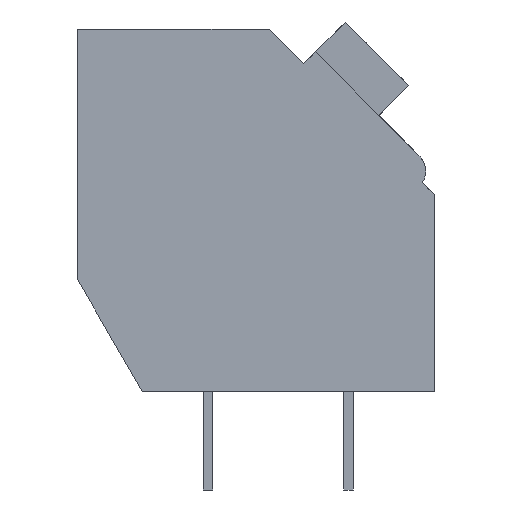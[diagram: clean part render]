
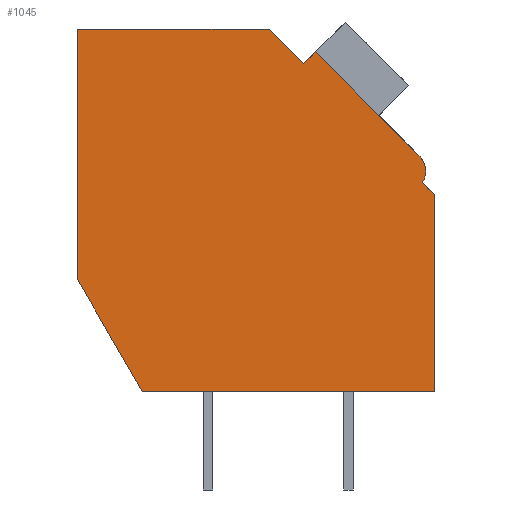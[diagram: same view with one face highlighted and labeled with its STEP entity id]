
A CAD part, left-side view. The second image highlights one B-rep face of the part: STEP entity #1045.
In plain terms, the highlighted planar face has unit normal (-1, 0, 0).
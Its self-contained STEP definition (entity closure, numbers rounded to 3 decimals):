
#977=AXIS2_PLACEMENT_3D('Plane Axis2P3D',#974,#975,#976) ;
#988=AXIS2_PLACEMENT_3D('Circle Axis2P3D',#986,#987,$) ;
#49=CARTESIAN_POINT('Vertex',(0.,0.,3.5)) ;
#52=CARTESIAN_POINT('Line Origine',(0.,5.199,3.5)) ;
#56=CARTESIAN_POINT('Vertex',(0.,10.399,3.5)) ;
#135=CARTESIAN_POINT('Vertex',(0.,0.,10.518)) ;
#140=CARTESIAN_POINT('Line Origine',(0.,0.,7.009)) ;
#974=CARTESIAN_POINT('Axis2P3D Location',(0.,12.7,0.)) ;
#979=CARTESIAN_POINT('Line Origine',(0.,0.212,10.731)) ;
#983=CARTESIAN_POINT('Vertex',(0.,0.424,10.943)) ;
#986=CARTESIAN_POINT('Axis2P3D Location',(0.,1.113,11.349)) ;
#990=CARTESIAN_POINT('Vertex',(0.,0.548,11.915)) ;
#993=CARTESIAN_POINT('Line Origine',(0.,2.391,13.758)) ;
#997=CARTESIAN_POINT('Vertex',(0.,4.234,15.601)) ;
#1000=CARTESIAN_POINT('Line Origine',(0.,4.446,15.389)) ;
#1004=CARTESIAN_POINT('Vertex',(0.,4.659,15.177)) ;
#1007=CARTESIAN_POINT('Line Origine',(0.,5.27,15.788)) ;
#1011=CARTESIAN_POINT('Vertex',(0.,5.882,16.4)) ;
#1014=CARTESIAN_POINT('Line Origine',(0.,9.291,16.4)) ;
#1018=CARTESIAN_POINT('Vertex',(0.,12.7,16.4)) ;
#1021=CARTESIAN_POINT('Line Origine',(0.,12.7,11.943)) ;
#1025=CARTESIAN_POINT('Vertex',(0.,12.7,7.485)) ;
#1028=CARTESIAN_POINT('Line Origine',(0.,11.55,5.493)) ;
#53=DIRECTION('Vector Direction',(0.,-1.,0.)) ;
#141=DIRECTION('Vector Direction',(0.,0.,1.)) ;
#975=DIRECTION('Axis2P3D Direction',(-1.,0.,0.)) ;
#976=DIRECTION('Axis2P3D XDirection',(0.,-1.,0.)) ;
#980=DIRECTION('Vector Direction',(0.,0.707,0.707)) ;
#987=DIRECTION('Axis2P3D Direction',(-1.,0.,0.)) ;
#994=DIRECTION('Vector Direction',(0.,-0.707,-0.707)) ;
#1001=DIRECTION('Vector Direction',(0.,-0.707,0.707)) ;
#1008=DIRECTION('Vector Direction',(0.,0.707,0.707)) ;
#1015=DIRECTION('Vector Direction',(0.,-1.,0.)) ;
#1022=DIRECTION('Vector Direction',(0.,0.,-1.)) ;
#1029=DIRECTION('Vector Direction',(0.,-0.5,-0.866)) ;
#54=VECTOR('Line Direction',#53,1.) ;
#142=VECTOR('Line Direction',#141,1.) ;
#981=VECTOR('Line Direction',#980,1.) ;
#995=VECTOR('Line Direction',#994,1.) ;
#1002=VECTOR('Line Direction',#1001,1.) ;
#1009=VECTOR('Line Direction',#1008,1.) ;
#1016=VECTOR('Line Direction',#1015,1.) ;
#1023=VECTOR('Line Direction',#1022,1.) ;
#1030=VECTOR('Line Direction',#1029,1.) ;
#1034=ORIENTED_EDGE('',*,*,#58,.T.) ;
#1035=ORIENTED_EDGE('',*,*,#144,.T.) ;
#1036=ORIENTED_EDGE('',*,*,#985,.T.) ;
#1037=ORIENTED_EDGE('',*,*,#992,.T.) ;
#1038=ORIENTED_EDGE('',*,*,#999,.T.) ;
#1039=ORIENTED_EDGE('',*,*,#1006,.T.) ;
#1040=ORIENTED_EDGE('',*,*,#1013,.T.) ;
#1041=ORIENTED_EDGE('',*,*,#1020,.T.) ;
#1042=ORIENTED_EDGE('',*,*,#1027,.T.) ;
#1043=ORIENTED_EDGE('',*,*,#1032,.T.) ;
#1045=ADVANCED_FACE('HOUSING',(#1044),#978,.T.) ;
#989=CIRCLE('generated circle',#988,0.8) ;
#58=EDGE_CURVE('',#57,#50,#55,.T.) ;
#144=EDGE_CURVE('',#50,#136,#143,.T.) ;
#985=EDGE_CURVE('',#136,#984,#982,.T.) ;
#992=EDGE_CURVE('',#984,#991,#989,.T.) ;
#999=EDGE_CURVE('',#991,#998,#996,.F.) ;
#1006=EDGE_CURVE('',#998,#1005,#1003,.F.) ;
#1013=EDGE_CURVE('',#1005,#1012,#1010,.T.) ;
#1020=EDGE_CURVE('',#1012,#1019,#1017,.F.) ;
#1027=EDGE_CURVE('',#1019,#1026,#1024,.T.) ;
#1032=EDGE_CURVE('',#1026,#57,#1031,.T.) ;
#1033=EDGE_LOOP('',(#1034,#1035,#1036,#1037,#1038,#1039,#1040,#1041,#1042,#1043)) ;
#1044=FACE_OUTER_BOUND('',#1033,.T.) ;
#55=LINE('Line',#52,#54) ;
#143=LINE('Line',#140,#142) ;
#982=LINE('Line',#979,#981) ;
#996=LINE('Line',#993,#995) ;
#1003=LINE('Line',#1000,#1002) ;
#1010=LINE('Line',#1007,#1009) ;
#1017=LINE('Line',#1014,#1016) ;
#1024=LINE('Line',#1021,#1023) ;
#1031=LINE('Line',#1028,#1030) ;
#978=PLANE('',#977) ;
#50=VERTEX_POINT('',#49) ;
#57=VERTEX_POINT('',#56) ;
#136=VERTEX_POINT('',#135) ;
#984=VERTEX_POINT('',#983) ;
#991=VERTEX_POINT('',#990) ;
#998=VERTEX_POINT('',#997) ;
#1005=VERTEX_POINT('',#1004) ;
#1012=VERTEX_POINT('',#1011) ;
#1019=VERTEX_POINT('',#1018) ;
#1026=VERTEX_POINT('',#1025) ;
